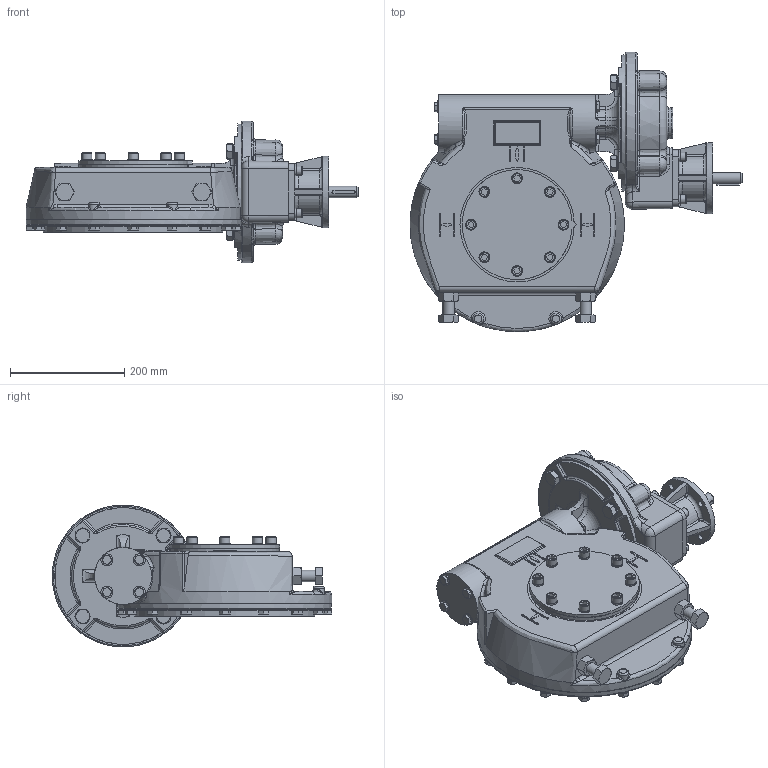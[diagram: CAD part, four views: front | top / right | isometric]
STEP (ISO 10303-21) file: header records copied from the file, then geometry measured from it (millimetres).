
FILE_DESCRIPTION(/* description */ ('Unknown'),/* implementation_level */ '2;1');
FILE_NAME(/* name */ 'PUB-IW66-IR1L_SOLID_0-1',/* time_stamp */ '2019-11-12T15:04:14+00:00',/* author */ ('Unknown'),/* organization */ ('Unknown'),/* preprocessor_version */ 'ST-DEVELOPER v16.7',/* originating_system */ 'DEX',/* authorisation */ $);
FILE_SCHEMA (('AUTOMOTIVE_DESIGN {1 0 10303 214 3 1 1}'));
Products named in the file (1): PUB-IW66-IR1L_SOLID_0-1
Bounding box: 580.88 x 488.76 x 248.3 mm (x, y, z)
Volume: 15748744.7 mm3; surface area: 702949.7 mm2
Topology: 1 solids, 1 shells, 1837 faces, 4634 edges, 2853 vertices
Faces by surface type: plane 1112, cone 247, cylinder 223, bspline 160, torus 75, sphere 20
Full cylindrical faces by diameter (mm): 10.5 x4, 16 x4, 16.299 x8, 16.6 x20, 18 x8, 19 x10, 20 x3, 21 x8, 25.4 x8, 30 x1, 70 x1, 100 x1, 125 x1, 130 x1, 190 x1, 200.25 x1, 238.9 x1, 239.05 x1
Entity records: 59512 total; most frequent: CARTESIAN_POINT 19540, ORIENTED_EDGE 8764, DIRECTION 7373, EDGE_CURVE 4382, VERTEX_POINT 2782, AXIS2_PLACEMENT_3D 2603, LINE 2167, VECTOR 2167
